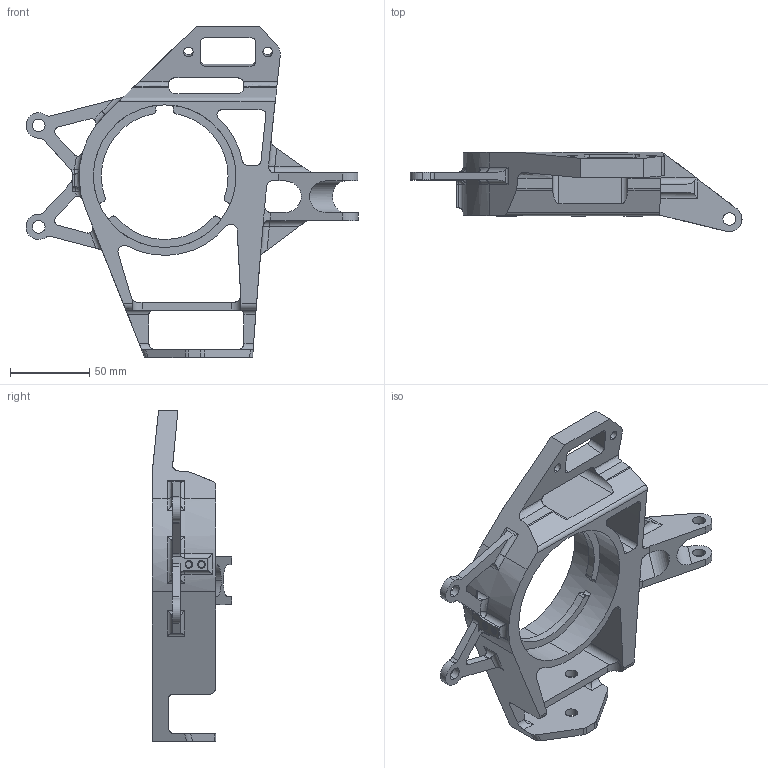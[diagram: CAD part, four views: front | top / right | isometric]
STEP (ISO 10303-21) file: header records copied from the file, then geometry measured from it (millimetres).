
FILE_DESCRIPTION (( 'STEP AP214' ), '1' );
FILE_NAME ('06E.VD.SU.RSus_Right_20240203.STEP', '2024-03-04T13:51:54', ( 'Windows 蚚誧' ), ( '' ), 'SwSTEP 2.0', 'SolidWorks 2022', '' );
FILE_SCHEMA (( 'AUTOMOTIVE_DESIGN' ));
Length unit declared in the file: millimetre
Products named in the file (1): 06E.VD.SU.RSus_Right_20240203
Bounding box: 209.5 x 49.98 x 209 mm (x, y, z)
Volume: 269019.3 mm3; surface area: 82074.5 mm2
Topology: 1 solids, 1 shells, 289 faces, 850 edges, 555 vertices
Faces by surface type: cylinder 177, plane 84, torus 11, bspline 11, sphere 6
Entity records: 12685 total; most frequent: CARTESIAN_POINT 5331, ORIENTED_EDGE 1692, DIRECTION 1421, EDGE_CURVE 846, VERTEX_POINT 555, AXIS2_PLACEMENT_3D 516, VECTOR 389, LINE 389
